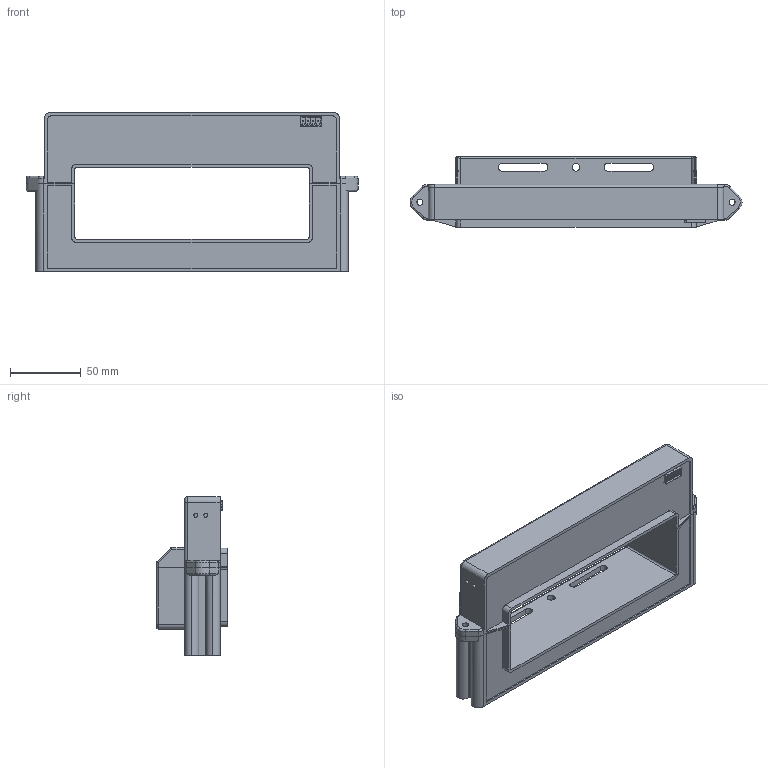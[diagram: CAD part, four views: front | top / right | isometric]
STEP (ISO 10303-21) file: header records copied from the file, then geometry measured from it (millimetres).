
FILE_DESCRIPTION (( 'STEP AP214' ), '1' );
FILE_NAME ('HAB-1655.STEP', '2023-01-04T09:04:21', ( '' ), ( '' ), 'SwSTEP 2.0', 'SolidWorks 2020', '' );
FILE_SCHEMA (( 'AUTOMOTIVE_DESIGN' ));
Length unit declared in the file: millimetre
Products named in the file (6): 742A-16555-01_____.STEP; 錨璃1^HAB-1655; 錨璃4^HAB-1655; 742A-16655-2_____.STEP; 15EDGVC-3.5-04P-14-00A(H).stp; HAB-1655
Assembly tree (5 placements, depth 2):
  HAB-1655
    742A-16655-2_____.STEP
    742A-16555-01_____.STEP
    錨璃1^HAB-1655
    錨璃4^HAB-1655
    15EDGVC-3.5-04P-14-00A(H).stp
Bounding box: 234 x 49.5 x 112 mm (x, y, z)
Volume: 310370.6 mm3; surface area: 148654.5 mm2
Topology: 5 solids, 5 shells, 997 faces, 2759 edges, 1794 vertices
Faces by surface type: plane 814, cylinder 120, cone 33, bspline 30
Entity records: 33725 total; most frequent: CARTESIAN_POINT 8366, ORIENTED_EDGE 5486, DIRECTION 4739, EDGE_CURVE 2743, LINE 2389, VECTOR 2389, VERTEX_POINT 1794, AXIS2_PLACEMENT_3D 1175
